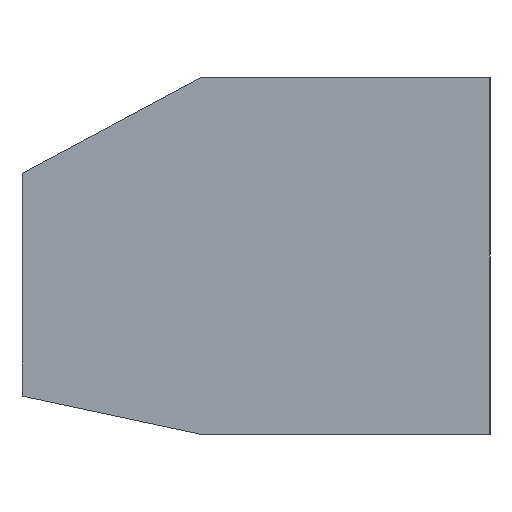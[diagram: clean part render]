
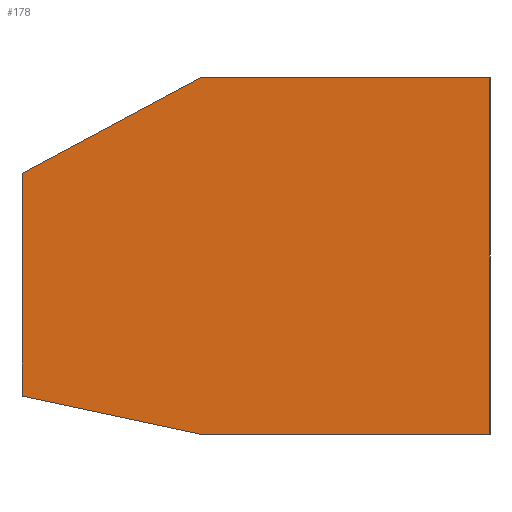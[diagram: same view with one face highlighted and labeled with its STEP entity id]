
A CAD part, left-side view. The second image highlights one B-rep face of the part: STEP entity #178.
In plain terms, the highlighted planar face has unit normal (-1, 0, 0).
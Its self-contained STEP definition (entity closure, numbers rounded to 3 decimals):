
#28 = VERTEX_POINT ( 'NONE', #69 ) ;
#40 = VECTOR ( 'NONE', #57, 1000. ) ;
#57 = DIRECTION ( 'NONE',  ( 0., -0.881, 0.472 ) ) ;
#69 = CARTESIAN_POINT ( 'NONE',  ( -7.5, 5., -3.144 ) ) ;
#112 = AXIS2_PLACEMENT_3D ( 'NONE', #308, #994, #643 ) ;
#129 = ORIENTED_EDGE ( 'NONE', *, *, #1082, .F. ) ;
#172 = CARTESIAN_POINT ( 'NONE',  ( -7.5, 1., -4. ) ) ;
#178 = ADVANCED_FACE ( 'NONE', ( #1263 ), #791, .F. ) ;
#238 = VECTOR ( 'NONE', #782, 1000. ) ;
#256 = EDGE_CURVE ( 'NONE', #1021, #728, #877, .T. ) ;
#308 = CARTESIAN_POINT ( 'NONE',  ( -7.5, 0., 0. ) ) ;
#371 = ORIENTED_EDGE ( 'NONE', *, *, #256, .F. ) ;
#390 = ORIENTED_EDGE ( 'NONE', *, *, #816, .F. ) ;
#409 = CARTESIAN_POINT ( 'NONE',  ( -7.5, -5.5, 4. ) ) ;
#422 = CARTESIAN_POINT ( 'NONE',  ( -7.5, 1., 4. ) ) ;
#449 = CARTESIAN_POINT ( 'NONE',  ( -7.5, 5., 1.856 ) ) ;
#472 = EDGE_CURVE ( 'NONE', #1362, #1124, #1048, .T. ) ;
#481 = CARTESIAN_POINT ( 'NONE',  ( -7.5, 1., 4. ) ) ;
#581 = DIRECTION ( 'NONE',  ( 0., 0., 1. ) ) ;
#642 = ORIENTED_EDGE ( 'NONE', *, *, #1464, .F. ) ;
#643 = DIRECTION ( 'NONE',  ( 0., 0., -1. ) ) ;
#647 = CARTESIAN_POINT ( 'NONE',  ( -7.5, 5., 1.856 ) ) ;
#668 = EDGE_LOOP ( 'NONE', ( #1275, #642, #371, #1083, #129, #390 ) ) ;
#703 = CARTESIAN_POINT ( 'NONE',  ( -7.5, 1., -4. ) ) ;
#728 = VERTEX_POINT ( 'NONE', #1009 ) ;
#739 = VECTOR ( 'NONE', #1544, 1000. ) ;
#771 = LINE ( 'NONE', #172, #739 ) ;
#773 = CARTESIAN_POINT ( 'NONE',  ( -7.5, 1., 4. ) ) ;
#780 = DIRECTION ( 'NONE',  ( 0., 0., -1. ) ) ;
#782 = DIRECTION ( 'NONE',  ( 0., -1., 0. ) ) ;
#791 = PLANE ( 'NONE',  #112 ) ;
#816 = EDGE_CURVE ( 'NONE', #1124, #28, #771, .T. ) ;
#864 = VECTOR ( 'NONE', #1072, 1000. ) ;
#868 = VECTOR ( 'NONE', #780, 1000. ) ;
#877 = LINE ( 'NONE', #422, #238 ) ;
#935 = CARTESIAN_POINT ( 'NONE',  ( -7.5, 1., -4. ) ) ;
#994 = DIRECTION ( 'NONE',  ( 1., 0., 0. ) ) ;
#1009 = CARTESIAN_POINT ( 'NONE',  ( -7.5, -5.5, 4. ) ) ;
#1021 = VERTEX_POINT ( 'NONE', #481 ) ;
#1048 = LINE ( 'NONE', #935, #864 ) ;
#1072 = DIRECTION ( 'NONE',  ( 0., 1., 0. ) ) ;
#1082 = EDGE_CURVE ( 'NONE', #28, #1260, #1436, .T. ) ;
#1083 = ORIENTED_EDGE ( 'NONE', *, *, #1474, .F. ) ;
#1124 = VERTEX_POINT ( 'NONE', #703 ) ;
#1260 = VERTEX_POINT ( 'NONE', #647 ) ;
#1263 = FACE_OUTER_BOUND ( 'NONE', #668, .T. ) ;
#1275 = ORIENTED_EDGE ( 'NONE', *, *, #472, .F. ) ;
#1362 = VERTEX_POINT ( 'NONE', #1470 ) ;
#1394 = LINE ( 'NONE', #773, #40 ) ;
#1436 = LINE ( 'NONE', #449, #1441 ) ;
#1441 = VECTOR ( 'NONE', #581, 1000. ) ;
#1464 = EDGE_CURVE ( 'NONE', #728, #1362, #1483, .T. ) ;
#1470 = CARTESIAN_POINT ( 'NONE',  ( -7.5, -5.5, -4. ) ) ;
#1474 = EDGE_CURVE ( 'NONE', #1260, #1021, #1394, .T. ) ;
#1483 = LINE ( 'NONE', #409, #868 ) ;
#1544 = DIRECTION ( 'NONE',  ( 0., 0.978, 0.209 ) ) ;
